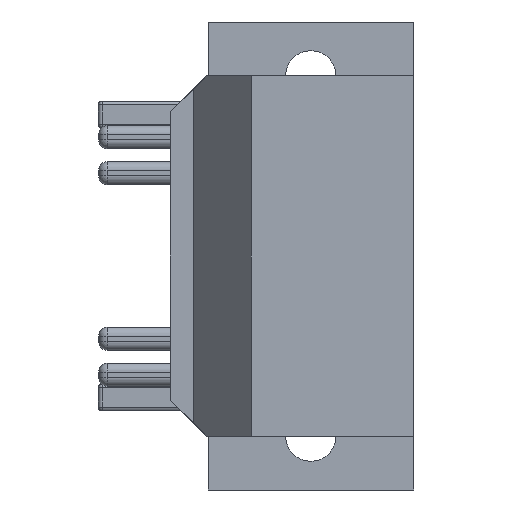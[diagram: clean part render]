
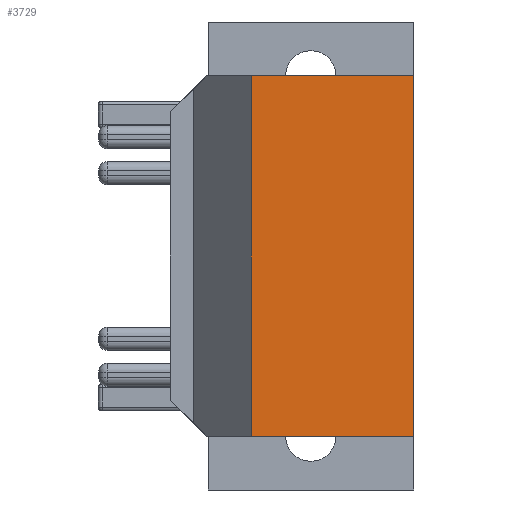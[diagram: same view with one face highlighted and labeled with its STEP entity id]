
A CAD part, left-side view. The second image highlights one B-rep face of the part: STEP entity #3729.
In plain terms, the highlighted planar face has unit normal (-1, 0, 0).
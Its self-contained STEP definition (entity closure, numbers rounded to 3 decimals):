
#266 = VECTOR ( 'NONE', #6149, 1000. ) ;
#922 = VERTEX_POINT ( 'NONE', #2421 ) ;
#1435 = VECTOR ( 'NONE', #1784, 1000. ) ;
#1572 = EDGE_CURVE ( 'NONE', #6125, #922, #2729, .T. ) ;
#1784 = DIRECTION ( 'NONE',  ( 0., 0., -1. ) ) ;
#1832 = DIRECTION ( 'NONE',  ( 0., 0., 1. ) ) ;
#1905 = VERTEX_POINT ( 'NONE', #6241 ) ;
#1977 = VECTOR ( 'NONE', #3547, 1000. ) ;
#2332 = ORIENTED_EDGE ( 'NONE', *, *, #4183, .F. ) ;
#2367 = DIRECTION ( 'NONE',  ( 1., 0., 0. ) ) ;
#2421 = CARTESIAN_POINT ( 'NONE',  ( 8.226, 9., -24.212 ) ) ;
#2568 = ORIENTED_EDGE ( 'NONE', *, *, #5014, .T. ) ;
#2729 = LINE ( 'NONE', #5419, #1435 ) ;
#3038 = CARTESIAN_POINT ( 'NONE',  ( 8.226, 13.5, -4.212 ) ) ;
#3377 = EDGE_LOOP ( 'NONE', ( #2332, #3538, #6021, #2568 ) ) ;
#3387 = AXIS2_PLACEMENT_3D ( 'NONE', #5345, #2367, #5831 ) ;
#3538 = ORIENTED_EDGE ( 'NONE', *, *, #1572, .T. ) ;
#3547 = DIRECTION ( 'NONE',  ( 0., -1., 0. ) ) ;
#3729 = ADVANCED_FACE ( 'NONE', ( #5451 ), #6305, .F. ) ;
#4183 = EDGE_CURVE ( 'NONE', #6125, #1905, #4619, .T. ) ;
#4242 = CARTESIAN_POINT ( 'NONE',  ( 8.226, 0., -24.212 ) ) ;
#4352 = VERTEX_POINT ( 'NONE', #4242 ) ;
#4374 = LINE ( 'NONE', #5188, #266 ) ;
#4619 = LINE ( 'NONE', #3038, #1977 ) ;
#4797 = CARTESIAN_POINT ( 'NONE',  ( 8.226, 0., -24.212 ) ) ;
#4899 = EDGE_CURVE ( 'NONE', #922, #4352, #4374, .T. ) ;
#4919 = CARTESIAN_POINT ( 'NONE',  ( 8.226, 9., -4.212 ) ) ;
#5001 = VECTOR ( 'NONE', #1832, 1000. ) ;
#5014 = EDGE_CURVE ( 'NONE', #4352, #1905, #6291, .T. ) ;
#5188 = CARTESIAN_POINT ( 'NONE',  ( 8.226, 13.5, -24.212 ) ) ;
#5345 = CARTESIAN_POINT ( 'NONE',  ( 8.226, 13.5, -24.212 ) ) ;
#5419 = CARTESIAN_POINT ( 'NONE',  ( 8.226, 9., 11.788 ) ) ;
#5451 = FACE_OUTER_BOUND ( 'NONE', #3377, .T. ) ;
#5831 = DIRECTION ( 'NONE',  ( 0., 0., -1. ) ) ;
#6021 = ORIENTED_EDGE ( 'NONE', *, *, #4899, .T. ) ;
#6125 = VERTEX_POINT ( 'NONE', #4919 ) ;
#6149 = DIRECTION ( 'NONE',  ( 0., -1., 0. ) ) ;
#6241 = CARTESIAN_POINT ( 'NONE',  ( 8.226, 0., -4.212 ) ) ;
#6291 = LINE ( 'NONE', #4797, #5001 ) ;
#6305 = PLANE ( 'NONE',  #3387 ) ;
